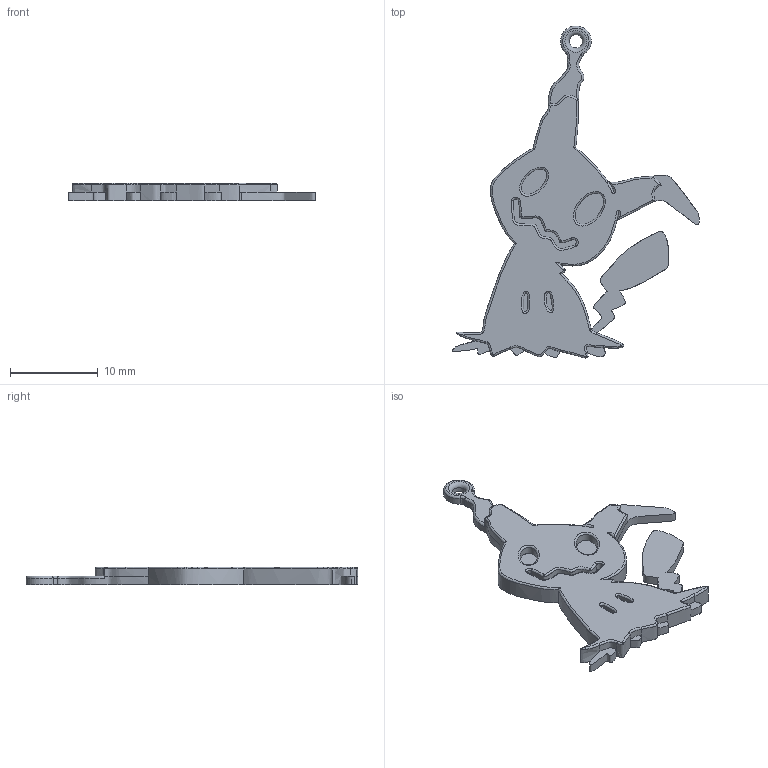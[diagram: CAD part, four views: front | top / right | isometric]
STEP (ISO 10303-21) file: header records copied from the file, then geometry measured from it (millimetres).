
FILE_DESCRIPTION(/* description */ (''),/* implementation_level */ '2;1');
FILE_NAME(/* name */ 'Mimikyu v4.step',/* time_stamp */ '2024-10-22T14:25:07-03:00',/* author */ (''),/* organization */ (''),/* preprocessor_version */ 'ST-DEVELOPER v20',/* originating_system */ 'Autodesk Translation Framework v13.20.0.188',/* authorisation */ '');
FILE_SCHEMA (('AUTOMOTIVE_DESIGN { 1 0 10303 214 3 1 1 }'));
Length unit declared in the file: millimetre
Products named in the file (1): Mimikyu
Bounding box: 28.06 x 37.74 x 2 mm (x, y, z)
Volume: 649.9 mm3; surface area: 1093.5 mm2
Topology: 1 solids, 1 shells, 116 faces, 275 edges, 160 vertices
Faces by surface type: bspline 92, plane 16, torus 4, cylinder 4
Full cylindrical faces by diameter (mm): 1.5 x1
Entity records: 12832 total; most frequent: CARTESIAN_POINT 10861, ORIENTED_EDGE 538, EDGE_CURVE 269, DIRECTION 175, VERTEX_POINT 160, B_SPLINE_CURVE_WITH_KNOTS 130, EDGE_LOOP 123, FACE_OUTER_BOUND 116
